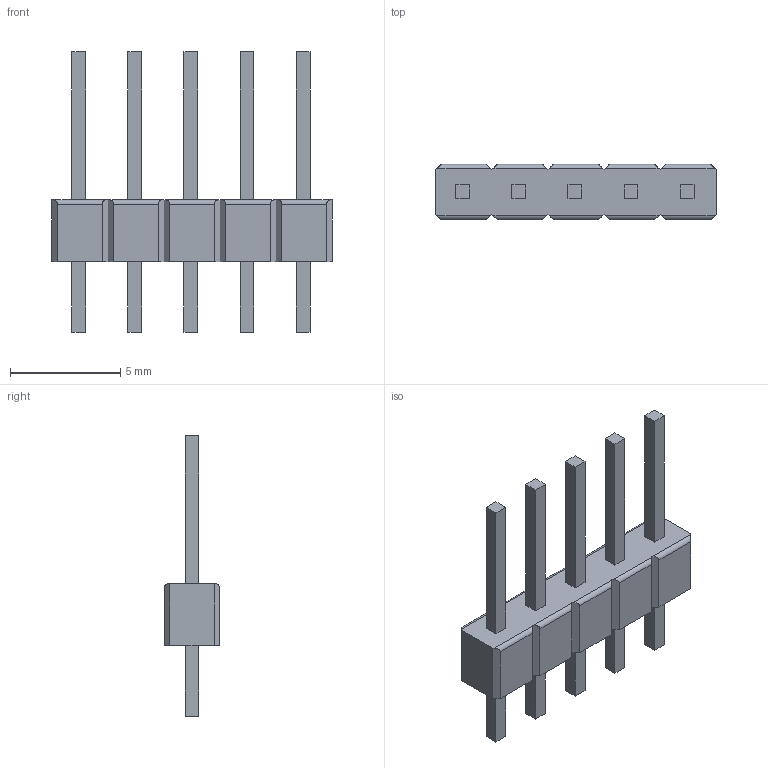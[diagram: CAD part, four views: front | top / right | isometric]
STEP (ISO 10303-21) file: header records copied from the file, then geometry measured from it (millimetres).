
FILE_DESCRIPTION((''),'2;1');
FILE_NAME('C-826629-5','2017-03-15T',('workeradm'),('Tyco Electronics Ltd.'),'CREO PARAMETRIC BY PTC INC, 2016050','CREO PARAMETRIC BY PTC INC, 2016050','');
FILE_SCHEMA(('AUTOMOTIVE_DESIGN { 1 0 10303 214 1 1 1 1 }'));
Length unit declared in the file: millimetre
Products named in the file (1): C-826629-5
Bounding box: 12.7 x 2.5 x 12.7 mm (x, y, z)
Volume: 106.6 mm3; surface area: 273.2 mm2
Topology: 1 solids, 1 shells, 94 faces, 246 edges, 164 vertices
Faces by surface type: plane 84, cylinder 10
Entity records: 3059 total; most frequent: CARTESIAN_POINT 599, ORIENTED_EDGE 492, DIRECTION 414, EDGE_CURVE 246, VECTOR 226, LINE 226, VERTEX_POINT 164, COLOUR_RGB 126
